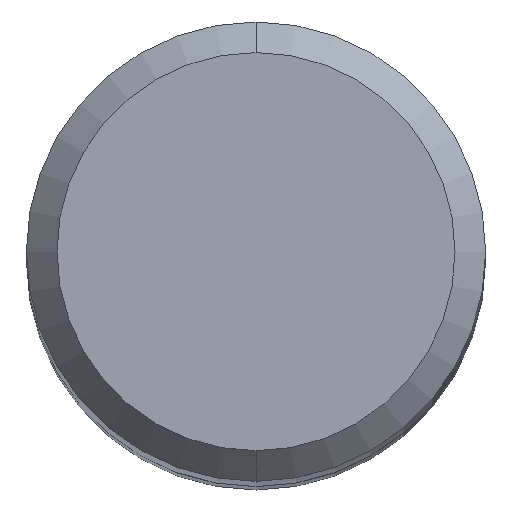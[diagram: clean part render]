
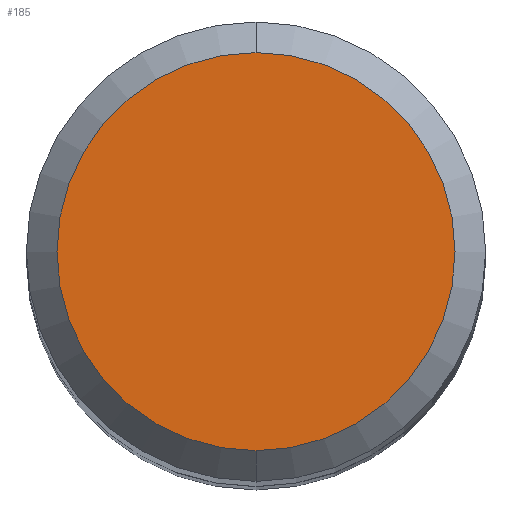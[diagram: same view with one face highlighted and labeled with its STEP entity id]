
A CAD part, top view. The second image highlights one B-rep face of the part: STEP entity #185.
In plain terms, the highlighted planar face has unit normal (0, 0, 1).
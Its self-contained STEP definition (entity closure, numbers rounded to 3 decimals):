
#141=VERTEX_POINT('',#345);
#145=EDGE_CURVE('',#151,#141,#349,.T.);
#151=VERTEX_POINT('',#356);
#185=ADVANCED_FACE('',(#395),#396,.T.);
#303=EDGE_CURVE('',#141,#151,#532,.T.);
#345=CARTESIAN_POINT('',(0.0,2.6,0.0));
#349=CIRCLE('',#574,2.6);
#356=CARTESIAN_POINT('',(0.,-2.6,0.0));
#395=FACE_OUTER_BOUND('',#638,.T.);
#396=PLANE('',#639);
#532=CIRCLE('',#807,2.6);
#574=AXIS2_PLACEMENT_3D('',#831,#832,#833);
#638=EDGE_LOOP('',(#894,#895));
#639=AXIS2_PLACEMENT_3D('',#896,#897,#898);
#807=AXIS2_PLACEMENT_3D('',#1074,#1075,#1076);
#831=CARTESIAN_POINT('',(0.0,0.0,0.0));
#832=DIRECTION('',(0.0,0.0,-1.0));
#833=DIRECTION('',(0.0,1.0,0.0));
#894=ORIENTED_EDGE('',*,*,#303,.F.);
#895=ORIENTED_EDGE('',*,*,#145,.F.);
#896=CARTESIAN_POINT('',(0.0,1.3,0.0));
#897=DIRECTION('',(-0.0,0.0,1.0));
#898=DIRECTION('',(0.0,-1.0,0.0));
#1074=CARTESIAN_POINT('',(0.0,0.0,0.0));
#1075=DIRECTION('',(0.0,0.0,-1.0));
#1076=DIRECTION('',(0.0,1.0,0.0));
